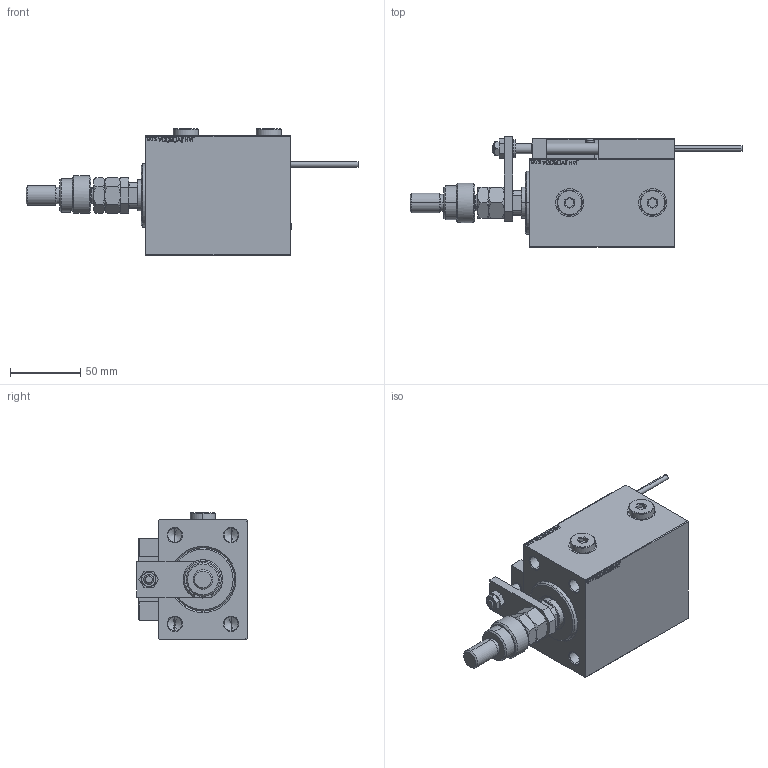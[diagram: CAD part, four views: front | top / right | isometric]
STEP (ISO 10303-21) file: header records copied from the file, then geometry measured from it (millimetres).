
FILE_DESCRIPTION (( 'STEP AP203' ), '1' );
FILE_NAME ('6dee.STEP', '2024-02-13T02:05:20', ( '' ), ( '' ), 'SwSTEP 2.0', 'SolidWorks 2019', '' );
FILE_SCHEMA (( 'CONFIG_CONTROL_DESIGN' ));
Length unit declared in the file: millimetre
Products named in the file (20): 6dee; ZARAZKA 0b1c6a39a5de89ec2f09bfc963b2bc2c; V450CM_VC_B 0b1c6a39a5de89ec2f09bfc963b2bc2c; KONCOVKA 0b1c6a39a5de89ec2f09bfc963b2bc2c; SWITCH X 0b1c6a39a5de89ec2f09bfc963b2bc2c; V450CM_B_VCP 0b1c6a39a5de89ec2f09bfc963b2bc2c; TYC_L79 0b1c6a39a5de89ec2f09bfc963b2bc2c; MAGNET 0b1c6a39a5de89ec2f09bfc963b2bc2c; NUT_D12 0b1c6a39a5de89ec2f09bfc963b2bc2c; ALLEN BOLT D5 0b1c6a39a5de89ec2f09bfc963b2bc2c; Zatka_OIL_PORT 0b1c6a39a5de89ec2f09bfc963b2bc2c; SWITCH DIM B,W 0b1c6a39a5de89ec2f09bfc963b2bc2c; V450CM_B_Body 0b1c6a39a5de89ec2f09bfc963b2bc2c; FEMALE_PART_FOR_DFA 0b1c6a39a5de89ec2f09bfc963b2bc2c; NUT_D10 0b1c6a39a5de89ec2f09bfc963b2bc2c; Block 0b1c6a39a5de89ec2f09bfc963b2bc2c; SWITCH_X_FRONT_BACK 0b1c6a39a5de89ec2f09bfc963b2bc2c; X_Y_DFA 0b1c6a39a5de89ec2f09bfc963b2bc2c; MFA 0b1c6a39a5de89ec2f09bfc963b2bc2c; ALLEN BOLT D8 0b1c6a39a5de89ec2f09bfc963b2bc2c
Assembly tree (30 placements, depth 3):
  6dee
    V450CM_B_Body 0b1c6a39a5de89ec2f09bfc963b2bc2c
    V450CM_B_VCP 0b1c6a39a5de89ec2f09bfc963b2bc2c
    SWITCH X 0b1c6a39a5de89ec2f09bfc963b2bc2c
      SWITCH_X_FRONT_BACK 0b1c6a39a5de89ec2f09bfc963b2bc2c  x2
      TYC_L79 0b1c6a39a5de89ec2f09bfc963b2bc2c
      Block 0b1c6a39a5de89ec2f09bfc963b2bc2c  x2
      ALLEN BOLT D5 0b1c6a39a5de89ec2f09bfc963b2bc2c  x4
      ALLEN BOLT D8 0b1c6a39a5de89ec2f09bfc963b2bc2c  x4
      MAGNET 0b1c6a39a5de89ec2f09bfc963b2bc2c  x2
      KONCOVKA 0b1c6a39a5de89ec2f09bfc963b2bc2c  x2
    NUT_D10 0b1c6a39a5de89ec2f09bfc963b2bc2c
    NUT_D12 0b1c6a39a5de89ec2f09bfc963b2bc2c
    SWITCH DIM B,W 0b1c6a39a5de89ec2f09bfc963b2bc2c
    ZARAZKA 0b1c6a39a5de89ec2f09bfc963b2bc2c
    V450CM_VC_B 0b1c6a39a5de89ec2f09bfc963b2bc2c
    X_Y_DFA 0b1c6a39a5de89ec2f09bfc963b2bc2c
      FEMALE_PART_FOR_DFA 0b1c6a39a5de89ec2f09bfc963b2bc2c
      MFA 0b1c6a39a5de89ec2f09bfc963b2bc2c
    Zatka_OIL_PORT 0b1c6a39a5de89ec2f09bfc963b2bc2c  x2
Bounding box: 236 x 78.5 x 89.9 mm (x, y, z)
Volume: 574253.2 mm3; surface area: 113233.7 mm2
Topology: 28 solids, 28 shells, 1457 faces, 3454 edges, 2174 vertices
Faces by surface type: plane 623, bspline 380, cylinder 213, cone 189, torus 48, sphere 4
Entity records: 55333 total; most frequent: CARTESIAN_POINT 27240, ORIENTED_EDGE 5816, DIRECTION 4155, EDGE_CURVE 2908, VERTEX_POINT 1874, VECTOR 1633, LINE 1633, EDGE_LOOP 1354
